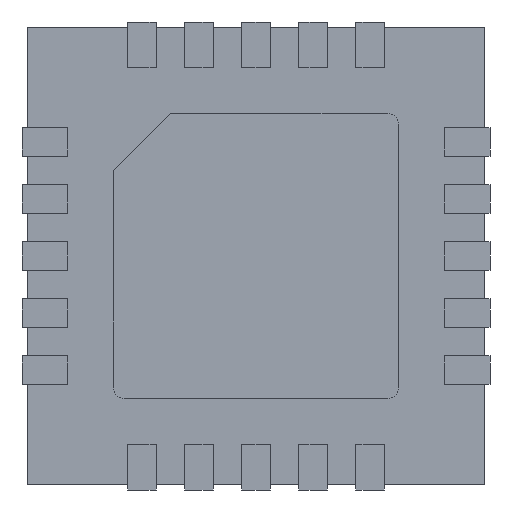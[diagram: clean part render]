
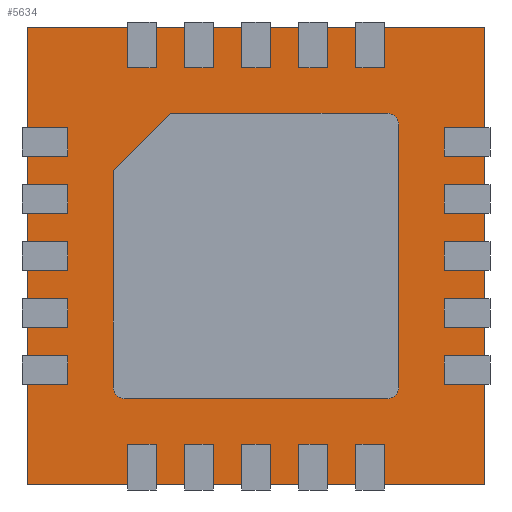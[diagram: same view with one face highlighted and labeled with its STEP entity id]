
A CAD part, front view. The second image highlights one B-rep face of the part: STEP entity #5634.
In plain terms, the highlighted planar face has unit normal (0, -1, 0).
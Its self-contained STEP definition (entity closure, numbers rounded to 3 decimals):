
#5408 = CARTESIAN_POINT ( 'NONE',  ( -2., 0.05, -2. ) ) ;
#5409 = VERTEX_POINT ( 'NONE', #5408 ) ;
#5410 = CARTESIAN_POINT ( 'NONE',  ( -2., 0.05, 2. ) ) ;
#5411 = VERTEX_POINT ( 'NONE', #5410 ) ;
#5412 = CARTESIAN_POINT ( 'NONE',  ( -2., 0.05, 2. ) ) ;
#5413 = DIRECTION ( 'NONE',  ( 0., 0., 1. ) ) ;
#5414 = VECTOR ( 'NONE', #5413, 1000. ) ;
#5415 = LINE ( 'NONE', #5412, #5414 ) ;
#5416 = EDGE_CURVE ( 'NONE', #5409, #5411, #5415, .T. ) ;
#5448 = CARTESIAN_POINT ( 'NONE',  ( 2., 0.05, 2. ) ) ;
#5449 = VERTEX_POINT ( 'NONE', #5448 ) ;
#5450 = CARTESIAN_POINT ( 'NONE',  ( 2., 0.05, 2. ) ) ;
#5451 = DIRECTION ( 'NONE',  ( 1., 0., 0. ) ) ;
#5452 = VECTOR ( 'NONE', #5451, 1000. ) ;
#5453 = LINE ( 'NONE', #5450, #5452 ) ;
#5454 = EDGE_CURVE ( 'NONE', #5411, #5449, #5453, .T. ) ;
#5479 = CARTESIAN_POINT ( 'NONE',  ( 2., 0.05, -2. ) ) ;
#5480 = VERTEX_POINT ( 'NONE', #5479 ) ;
#5481 = CARTESIAN_POINT ( 'NONE',  ( 2., 0.05, 2. ) ) ;
#5482 = DIRECTION ( 'NONE',  ( 0., 0., -1. ) ) ;
#5483 = VECTOR ( 'NONE', #5482, 1000. ) ;
#5484 = LINE ( 'NONE', #5481, #5483 ) ;
#5485 = EDGE_CURVE ( 'NONE', #5449, #5480, #5484, .T. ) ;
#5510 = CARTESIAN_POINT ( 'NONE',  ( 2., 0.05, -2. ) ) ;
#5511 = DIRECTION ( 'NONE',  ( -1., 0., 0. ) ) ;
#5512 = VECTOR ( 'NONE', #5511, 1000. ) ;
#5513 = LINE ( 'NONE', #5510, #5512 ) ;
#5514 = EDGE_CURVE ( 'NONE', #5480, #5409, #5513, .T. ) ;
#5554 = CARTESIAN_POINT ( 'NONE',  ( 1.25, 0.05, -1.15 ) ) ;
#5555 = VERTEX_POINT ( 'NONE', #5554 ) ;
#5556 = CARTESIAN_POINT ( 'NONE',  ( 1.25, 0.05, 1.15 ) ) ;
#5557 = VERTEX_POINT ( 'NONE', #5556 ) ;
#5558 = CARTESIAN_POINT ( 'NONE',  ( 1.25, 0.05, -1.25 ) ) ;
#5559 = DIRECTION ( 'NONE',  ( 0., 0., 1. ) ) ;
#5560 = VECTOR ( 'NONE', #5559, 1000. ) ;
#5561 = LINE ( 'NONE', #5558, #5560 ) ;
#5562 = EDGE_CURVE ( 'NONE', #5555, #5557, #5561, .T. ) ;
#5563 = ORIENTED_EDGE ( 'NONE', *, *, #5562, .F. ) ;
#5564 = CARTESIAN_POINT ( 'NONE',  ( 1.15, 0.05, -1.25 ) ) ;
#5565 = VERTEX_POINT ( 'NONE', #5564 ) ;
#5566 = CARTESIAN_POINT ( 'NONE',  ( 1.15, 0.05, -1.15 ) ) ;
#5567 = DIRECTION ( 'NONE',  ( 0., 1., 0. ) ) ;
#5568 = DIRECTION ( 'NONE',  ( 0., 0., -1. ) ) ;
#5569 = AXIS2_PLACEMENT_3D ( 'NONE', #5566, #5567, #5568 ) ;
#5570 = CIRCLE ( 'NONE', #5569, 0.1) ;
#5571 = EDGE_CURVE ( 'NONE', #5555, #5565, #5570, .T. ) ;
#5572 = ORIENTED_EDGE ( 'NONE', *, *, #5571, .T. ) ;
#5573 = CARTESIAN_POINT ( 'NONE',  ( -1.15, 0.05, -1.25 ) ) ;
#5574 = VERTEX_POINT ( 'NONE', #5573 ) ;
#5575 = CARTESIAN_POINT ( 'NONE',  ( -1.25, 0.05, -1.25 ) ) ;
#5576 = DIRECTION ( 'NONE',  ( 1., 0., 0. ) ) ;
#5577 = VECTOR ( 'NONE', #5576, 1000. ) ;
#5578 = LINE ( 'NONE', #5575, #5577 ) ;
#5579 = EDGE_CURVE ( 'NONE', #5574, #5565, #5578, .T. ) ;
#5580 = ORIENTED_EDGE ( 'NONE', *, *, #5579, .F. ) ;
#5581 = CARTESIAN_POINT ( 'NONE',  ( -1.25, 0.05, -1.15 ) ) ;
#5582 = VERTEX_POINT ( 'NONE', #5581 ) ;
#5583 = CARTESIAN_POINT ( 'NONE',  ( -1.15, 0.05, -1.15 ) ) ;
#5584 = DIRECTION ( 'NONE',  ( 0., 1., 0. ) ) ;
#5585 = DIRECTION ( 'NONE',  ( 0., 0., -1. ) ) ;
#5586 = AXIS2_PLACEMENT_3D ( 'NONE', #5583, #5584, #5585 ) ;
#5587 = CIRCLE ( 'NONE', #5586, 0.1) ;
#5588 = EDGE_CURVE ( 'NONE', #5574, #5582, #5587, .T. ) ;
#5589 = ORIENTED_EDGE ( 'NONE', *, *, #5588, .T. ) ;
#5590 = CARTESIAN_POINT ( 'NONE',  ( -1.25, 0.05, 0.75 ) ) ;
#5591 = VERTEX_POINT ( 'NONE', #5590 ) ;
#5592 = CARTESIAN_POINT ( 'NONE',  ( -1.25, 0.05, -1.25 ) ) ;
#5593 = DIRECTION ( 'NONE',  ( 0., 0., -1. ) ) ;
#5594 = VECTOR ( 'NONE', #5593, 1000. ) ;
#5595 = LINE ( 'NONE', #5592, #5594 ) ;
#5596 = EDGE_CURVE ( 'NONE', #5591, #5582, #5595, .T. ) ;
#5597 = ORIENTED_EDGE ( 'NONE', *, *, #5596, .F. ) ;
#5598 = CARTESIAN_POINT ( 'NONE',  ( -0.75, 0.05, 1.25 ) ) ;
#5599 = VERTEX_POINT ( 'NONE', #5598 ) ;
#5600 = CARTESIAN_POINT ( 'NONE',  ( -1.25, 0.05, 0.75 ) ) ;
#5601 = DIRECTION ( 'NONE',  ( 0.707, 0., 0.707 ) ) ;
#5602 = VECTOR ( 'NONE', #5601, 1000. ) ;
#5603 = LINE ( 'NONE', #5600, #5602 ) ;
#5604 = EDGE_CURVE ( 'NONE', #5591, #5599, #5603, .T. ) ;
#5605 = ORIENTED_EDGE ( 'NONE', *, *, #5604, .T. ) ;
#5606 = CARTESIAN_POINT ( 'NONE',  ( 1.15, 0.05, 1.25 ) ) ;
#5607 = VERTEX_POINT ( 'NONE', #5606 ) ;
#5608 = CARTESIAN_POINT ( 'NONE',  ( -1.25, 0.05, 1.25 ) ) ;
#5609 = DIRECTION ( 'NONE',  ( -1., 0., 0. ) ) ;
#5610 = VECTOR ( 'NONE', #5609, 1000. ) ;
#5611 = LINE ( 'NONE', #5608, #5610 ) ;
#5612 = EDGE_CURVE ( 'NONE', #5607, #5599, #5611, .T. ) ;
#5613 = ORIENTED_EDGE ( 'NONE', *, *, #5612, .F. ) ;
#5614 = CARTESIAN_POINT ( 'NONE',  ( 1.15, 0.05, 1.15 ) ) ;
#5615 = DIRECTION ( 'NONE',  ( 0., 1., 0. ) ) ;
#5616 = DIRECTION ( 'NONE',  ( 0., 0., -1. ) ) ;
#5617 = AXIS2_PLACEMENT_3D ( 'NONE', #5614, #5615, #5616 ) ;
#5618 = CIRCLE ( 'NONE', #5617, 0.1) ;
#5619 = EDGE_CURVE ( 'NONE', #5607, #5557, #5618, .T. ) ;
#5620 = ORIENTED_EDGE ( 'NONE', *, *, #5619, .T. ) ;
#5621 = EDGE_LOOP ( 'NONE', ( #5563, #5572, #5580, #5589, #5597, #5605, #5613, #5620 ) ) ;
#5622 = FACE_BOUND ( 'NONE', #5621, .T. ) ;
#5623 = ORIENTED_EDGE ( 'NONE', *, *, #5416, .F. ) ;
#5624 = ORIENTED_EDGE ( 'NONE', *, *, #5514, .F. ) ;
#5625 = ORIENTED_EDGE ( 'NONE', *, *, #5485, .F. ) ;
#5626 = ORIENTED_EDGE ( 'NONE', *, *, #5454, .F. ) ;
#5627 = EDGE_LOOP ( 'NONE', ( #5623, #5624, #5625, #5626 ) ) ;
#5628 = FACE_OUTER_BOUND ( 'NONE', #5627, .T. ) ;
#5629 = CARTESIAN_POINT ( 'NONE',  ( 0., 0.05, 0. ) ) ;
#5630 = DIRECTION ( 'NONE',  ( 0., 1., 0. ) ) ;
#5631 = DIRECTION ( 'NONE',  ( 0., 0., 1. ) ) ;
#5632 = AXIS2_PLACEMENT_3D ( 'NONE', #5629, #5630, #5631 ) ;
#5633 = PLANE ( 'NONE', #5632 ) ;
#5634 = ADVANCED_FACE ( 'NONE', ( #5622, #5628 ), #5633, .F. ) ;
